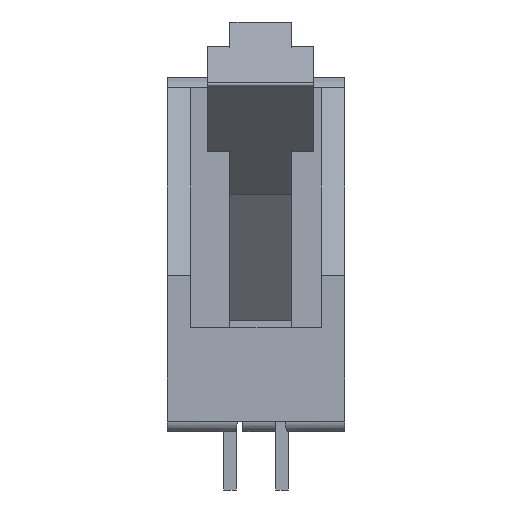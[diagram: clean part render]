
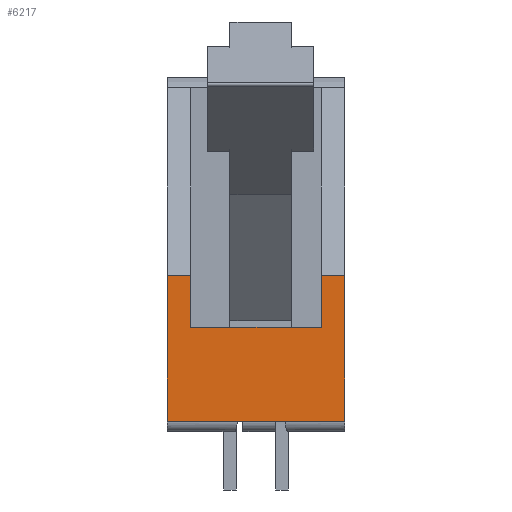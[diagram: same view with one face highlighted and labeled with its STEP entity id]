
A CAD part, left-side view. The second image highlights one B-rep face of the part: STEP entity #6217.
In plain terms, the highlighted planar face has unit normal (-1, 0, 0).
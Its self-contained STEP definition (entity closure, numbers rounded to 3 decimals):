
#397=FACE_OUTER_BOUND($,#768,.T.);
#768=EDGE_LOOP($,(#4923,#4924,#4925,#4926,#4927,#4928,#4929,#4930));
#1385=LINE($,#9499,#2175);
#1427=LINE($,#9607,#2217);
#1448=LINE($,#9660,#2238);
#1449=LINE($,#9663,#2239);
#1450=LINE($,#9665,#2240);
#1451=LINE($,#9667,#2241);
#1452=LINE($,#9668,#2242);
#1453=LINE($,#9669,#2243);
#2175=VECTOR($,#7740,7.112);
#2217=VECTOR($,#7810,7.112);
#2238=VECTOR($,#7863,1.143);
#2239=VECTOR($,#7866,2.54);
#2240=VECTOR($,#7867,6.35);
#2241=VECTOR($,#7868,2.54);
#2242=VECTOR($,#7869,1.143);
#2243=VECTOR($,#7870,8.636);
#2828=VERTEX_POINT($,#9496);
#2829=VERTEX_POINT($,#9498);
#2880=VERTEX_POINT($,#9604);
#2881=VERTEX_POINT($,#9606);
#2897=VERTEX_POINT($,#9658);
#2898=VERTEX_POINT($,#9662);
#2899=VERTEX_POINT($,#9664);
#2900=VERTEX_POINT($,#9666);
#3542=EDGE_CURVE($,#2828,#2829,#1385,.T.);
#3596=EDGE_CURVE($,#2881,#2880,#1427,.T.);
#3623=EDGE_CURVE($,#2828,#2897,#1448,.T.);
#3624=EDGE_CURVE($,#2897,#2898,#1449,.T.);
#3625=EDGE_CURVE($,#2898,#2899,#1450,.T.);
#3626=EDGE_CURVE($,#2899,#2900,#1451,.T.);
#3627=EDGE_CURVE($,#2900,#2881,#1452,.T.);
#3628=EDGE_CURVE($,#2829,#2880,#1453,.T.);
#4923=ORIENTED_EDGE($,*,*,#3623,.T.);
#4924=ORIENTED_EDGE($,*,*,#3624,.T.);
#4925=ORIENTED_EDGE($,*,*,#3625,.T.);
#4926=ORIENTED_EDGE($,*,*,#3626,.T.);
#4927=ORIENTED_EDGE($,*,*,#3627,.T.);
#4928=ORIENTED_EDGE($,*,*,#3596,.T.);
#4929=ORIENTED_EDGE($,*,*,#3628,.F.);
#4930=ORIENTED_EDGE($,*,*,#3542,.F.);
#5883=PLANE($,#6677);
#6217=ADVANCED_FACE($,(#397),#5883,.T.);
#6677=AXIS2_PLACEMENT_3D($,#9661,#7864,#7865);
#7740=DIRECTION($,(0.,0.,-1.));
#7810=DIRECTION($,(0.,0.,-1.));
#7863=DIRECTION($,(0.,1.,0.));
#7864=DIRECTION('center_axis',(-1.,0.,0.));
#7865=DIRECTION('ref_axis',(0.,0.,1.));
#7866=DIRECTION($,(0.,0.,-1.));
#7867=DIRECTION($,(0.,1.,0.));
#7868=DIRECTION($,(0.,0.,1.));
#7869=DIRECTION($,(0.,1.,0.));
#7870=DIRECTION($,(0.,1.,0.));
#9496=CARTESIAN_POINT('',(-19.812,-4.318,7.62));
#9498=CARTESIAN_POINT('',(-19.812,-4.318,0.508));
#9499=CARTESIAN_POINT($,(-19.812,-4.318,7.62));
#9604=CARTESIAN_POINT('',(-19.812,4.318,0.508));
#9606=CARTESIAN_POINT('',(-19.812,4.318,7.62));
#9607=CARTESIAN_POINT($,(-19.812,4.318,7.62));
#9658=CARTESIAN_POINT('',(-19.812,-3.175,7.62));
#9660=CARTESIAN_POINT($,(-19.812,-4.318,7.62));
#9661=CARTESIAN_POINT('Origin',(-19.812,4.491,7.762));
#9662=CARTESIAN_POINT('',(-19.812,-3.175,5.08));
#9663=CARTESIAN_POINT($,(-19.812,-3.175,7.62));
#9664=CARTESIAN_POINT('',(-19.812,3.175,5.08));
#9665=CARTESIAN_POINT($,(-19.812,-3.175,5.08));
#9666=CARTESIAN_POINT('',(-19.812,3.175,7.62));
#9667=CARTESIAN_POINT($,(-19.812,3.175,5.08));
#9668=CARTESIAN_POINT($,(-19.812,3.175,7.62));
#9669=CARTESIAN_POINT($,(-19.812,-4.318,0.508));
